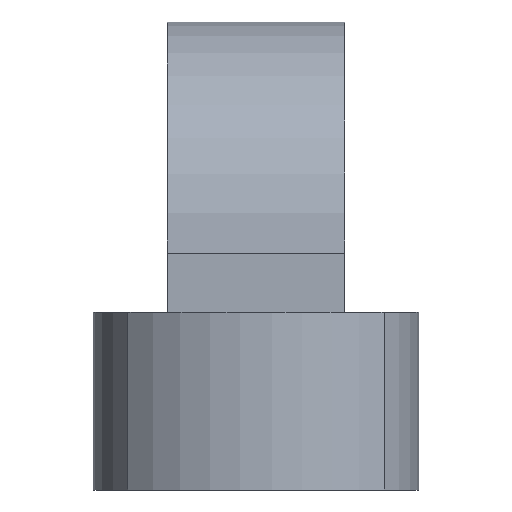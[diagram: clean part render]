
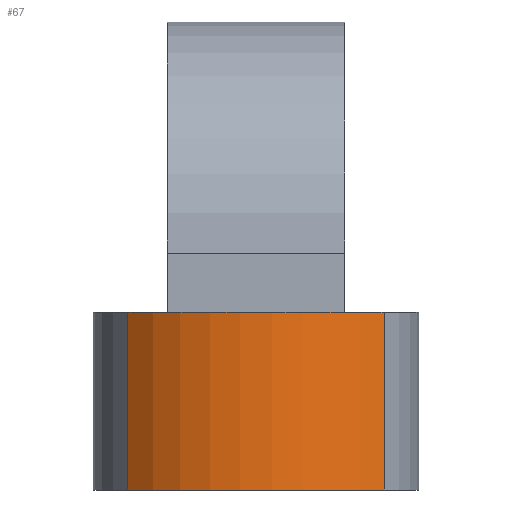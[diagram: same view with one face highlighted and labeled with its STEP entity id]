
A CAD part, front view. The second image highlights one B-rep face of the part: STEP entity #67.
In plain terms, the highlighted cylindrical face has radius 3.174 mm (diameter 6.347 mm), a partial arc.
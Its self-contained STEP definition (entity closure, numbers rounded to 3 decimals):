
#67=ADVANCED_FACE('',(#127),#129,.T.);
#127=FACE_BOUND('',#128,.T.);
#128=EDGE_LOOP('',(#299,#300,#301,#302));
#129=CYLINDRICAL_SURFACE('',#130,3.174);
#130=AXIS2_PLACEMENT_3D('',#131,#132,#133);
#131=CARTESIAN_POINT('',(0.,-7.126,0.));
#132=DIRECTION('',(0.,0.,1.));
#133=DIRECTION('',(-0.681,-0.732,0.));
#299=ORIENTED_EDGE('',*,*,#383,.T.);
#300=ORIENTED_EDGE('',*,*,#411,.T.);
#301=ORIENTED_EDGE('',*,*,#408,.F.);
#302=ORIENTED_EDGE('',*,*,#412,.F.);
#383=EDGE_CURVE('',#441,#442,#443,.T.);
#408=EDGE_CURVE('',#490,#469,#492,.T.);
#411=EDGE_CURVE('',#442,#469,#497,.T.);
#412=EDGE_CURVE('',#441,#490,#498,.T.);
#441=VERTEX_POINT('',#539);
#442=VERTEX_POINT('',#540);
#443=CIRCLE('',#541,3.174);
#469=VERTEX_POINT('',#607);
#490=VERTEX_POINT('',#656);
#492=CIRCLE('',#661,3.174);
#497=LINE('',#675,#676);
#498=LINE('',#678,#679);
#539=CARTESIAN_POINT('',(-2.162,-9.45,0.));
#540=CARTESIAN_POINT('',(2.162,-9.45,0.));
#541=AXIS2_PLACEMENT_3D('',#542,#543,#544);
#542=CARTESIAN_POINT('',(0.,-7.126,0.));
#543=DIRECTION('',(0.,0.,1.));
#544=DIRECTION('',(-0.681,-0.732,0.));
#607=CARTESIAN_POINT('',(2.162,-9.45,3.));
#656=CARTESIAN_POINT('',(-2.162,-9.45,3.));
#661=AXIS2_PLACEMENT_3D('',#662,#663,#664);
#662=CARTESIAN_POINT('',(0.,-7.126,3.));
#663=DIRECTION('',(0.,0.,1.));
#664=DIRECTION('',(-0.681,-0.732,0.));
#675=CARTESIAN_POINT('',(2.162,-9.45,0.));
#676=VECTOR('',#677,1.);
#677=DIRECTION('',(0.,0.,1.));
#678=CARTESIAN_POINT('',(-2.162,-9.45,0.));
#679=VECTOR('',#680,1.);
#680=DIRECTION('',(0.,0.,1.));
